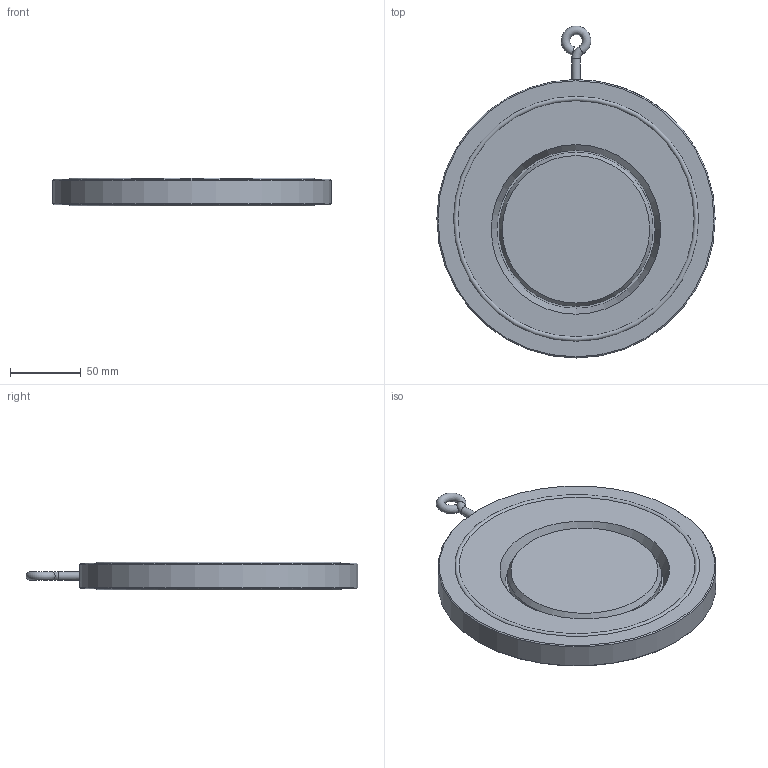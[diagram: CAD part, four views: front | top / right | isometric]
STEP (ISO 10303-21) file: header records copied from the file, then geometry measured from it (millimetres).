
FILE_DESCRIPTION (( 'STEP AP214' ), '1' );
FILE_NAME ('ZRK-125 ANSI150.STEP', '2017-09-28T13:21:25', ( 'eh' ), ( 'Hewlett-Packard Company' ), 'SwSTEP 2.0', 'SolidWorks 2015', '' );
FILE_SCHEMA (( 'AUTOMOTIVE_DESIGN' ));
Length unit declared in the file: millimetre
Products named in the file (1): ZRK-125 ANSI150
Bounding box: 197 x 235 x 19.8 mm (x, y, z)
Volume: 467135.7 mm3; surface area: 84722 mm2
Topology: 1 solids, 2 shells, 178 faces, 449 edges, 298 vertices
Faces by surface type: bspline 75, plane 69, cylinder 21, torus 8, cone 5
Full cylindrical faces by diameter (mm): 5 x1, 6 x1, 92 x1, 109 x1, 197 x1
Entity records: 17655 total; most frequent: CARTESIAN_POINT 12434, ORIENTED_EDGE 854, DIRECTION 490, EDGE_CURVE 427, VERTEX_POINT 294, B_SPLINE_CURVE_WITH_KNOTS 246, EDGE_LOOP 221, AXIS2_PLACEMENT_3D 205
